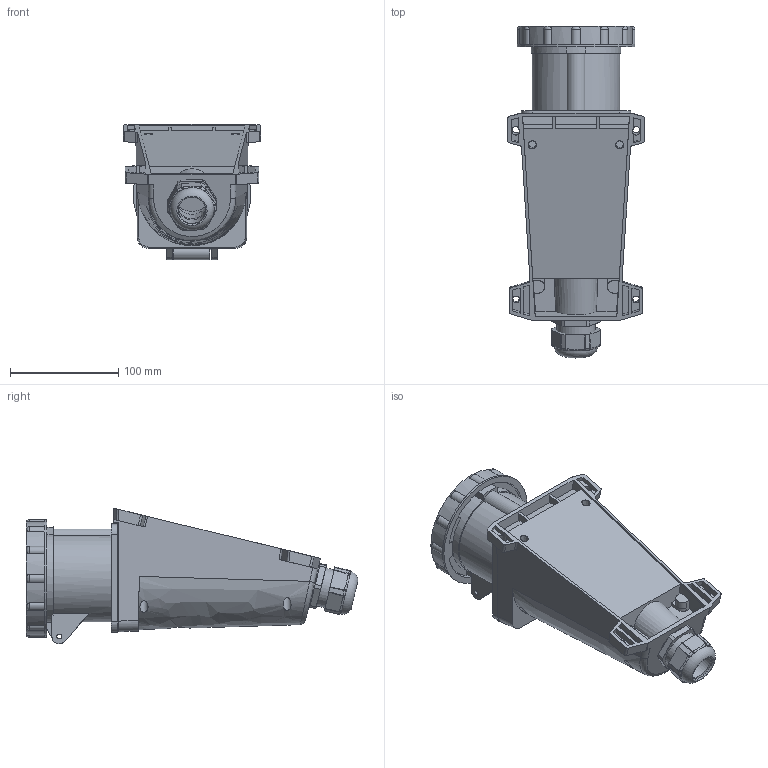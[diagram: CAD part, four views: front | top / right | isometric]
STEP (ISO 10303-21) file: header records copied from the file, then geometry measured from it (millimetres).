
FILE_DESCRIPTION (( 'STEP AP203' ), '1' );
FILE_NAME ('ps-133-63-220.ÃÌ Ðîçåòêà ñòàöèîíàðíàÿ íàðóæíàÿ 133 2P+PE 63A 220B IP67 EKF.STEP', '2025-10-21T10:33:09', ( '' ), ( '' ), 'SwSTEP 2.0', 'SolidWorks 2021', '' );
FILE_SCHEMA (( 'CONFIG_CONTROL_DESIGN' ));
Length unit declared in the file: millimetre
Products named in the file (9): ps-133-63-220.ÃÌ Ðîçåòêà ñòàöèîíàðíàÿ íàðóæíàÿ 133 2P+PE 63A 220B IP67 EKF; Êîïèÿ Ñàëüíèê Ì29 IP68^ps-133-63-220.ÃÌ Ðîçåòêà ñòàöèîíàðíàÿ íàðóæíàÿ 133 2P+PE 63A 220B IP67 EKF_¤«ï ç¥àâ¥¦ ; Êîïèÿ Ïðèæèìíàÿ êðûøêà^ps-133-63-220.ÃÌ Ðîçåòêà ñòàöèîíàðíàÿ íàðóæíàÿ 133 2P+PE 63A 220B IP67 EKF_00; Êîïèÿ êîðïóñ 133^ps-133-63-220.ÃÌ Ðîçåòêà ñòàöèîíàðíàÿ íàðóæíàÿ 133 2P+PE 63A 220B IP67 EKF_00; Êîïèÿ plc-pg-25-00.00.005 Ìàíæåòà (PG25) #sealing ring (PG25)#^Êîïèÿ Ñàëüíèê Ì29 IP68_ps-133-63-220.ÃÌ Ðîçåòêà ñòàöèîíàðíàÿ íàðóæíàÿ 133 2P+PE 63A 220B IP67 EKF; Êîïèÿ plc-pg-25-00.00.002 Ãàéêà öàíãîâàÿ (PG25) #collet nut (PG25)#^Êîïèÿ Ñàëüíèê Ì29 IP68_ps-133-63-220.ÃÌ Ðîçåòêà ñòàöèîíàðíàÿ íàðóæíàÿ 133 2P+PE 63A 220B IP67 EKF; Êîïèÿ 133 ðîçåòêà áîëüøàÿ ñòàö^ps-133-63-220.ÃÌ Ðîçåòêà ñòàöèîíàðíàÿ íàðóæíàÿ 133 2P+PE 63A 220B IP67 EKF_00; Êîïèÿ plc-pg-25-00.00.001 Îñíîâà (PG25) #base (PG25)#^Êîïèÿ Ñàëüíèê Ì29 IP68_ps-133-63-220.ÃÌ Ðîçåòêà ñòàöèîíàðíàÿ íàðóæíàÿ 133 2P+PE 63A 220B IP67 EKF; Êîïèÿ plc-pg-25-00.00.004 Óïëîòíèòåëü (PG25) #sealant (PG25)#^Êîïèÿ Ñàëüíèê Ì29 IP68_ps-133-63-220.ÃÌ Ðîçåòêà ñòàöèîíàðíàÿ íàðóæíàÿ 133 2P+PE 63A 220B IP67 EKF_¤®à ¡®âª 
Assembly tree (8 placements, depth 3):
  ps-133-63-220.ÃÌ Ðîçåòêà ñòàöèîíàðíàÿ íàðóæíàÿ 133 2P+PE 63A 220B IP67 EKF
    Êîïèÿ 133 ðîçåòêà áîëüøàÿ ñòàö^ps-133-63-220.ÃÌ Ðîçåòêà ñòàöèîíàðíàÿ íàðóæíàÿ 133 2P+PE 63A 220B IP67 EKF_00
    Êîïèÿ Ïðèæèìíàÿ êðûøêà^ps-133-63-220.ÃÌ Ðîçåòêà ñòàöèîíàðíàÿ íàðóæíàÿ 133 2P+PE 63A 220B IP67 EKF_00
    Êîïèÿ êîðïóñ 133^ps-133-63-220.ÃÌ Ðîçåòêà ñòàöèîíàðíàÿ íàðóæíàÿ 133 2P+PE 63A 220B IP67 EKF_00
    Êîïèÿ Ñàëüíèê Ì29 IP68^ps-133-63-220.ÃÌ Ðîçåòêà ñòàöèîíàðíàÿ íàðóæíàÿ 133 2P+PE 63A 220B IP67 EKF_¤«ï ç¥àâ¥¦ 
      Êîïèÿ plc-pg-25-00.00.001 Îñíîâà (PG25) #base (PG25)#^Êîïèÿ Ñàëüíèê Ì29 IP68_ps-133-63-220.ÃÌ Ðîçåòêà ñòàöèîíàðíàÿ íàðóæíàÿ 133 2P+PE 63A 220B IP67 EKF
      Êîïèÿ plc-pg-25-00.00.002 Ãàéêà öàíãîâàÿ (PG25) #collet nut (PG25)#^Êîïèÿ Ñàëüíèê Ì29 IP68_ps-133-63-220.ÃÌ Ðîçåòêà ñòàöèîíàðíàÿ íàðóæíàÿ 133 2P+PE 63A 220B IP67 EKF
      Êîïèÿ plc-pg-25-00.00.004 Óïëîòíèòåëü (PG25) #sealant (PG25)#^Êîïèÿ Ñàëüíèê Ì29 IP68_ps-133-63-220.ÃÌ Ðîçåòêà ñòàöèîíàðíàÿ íàðóæíàÿ 133 2P+PE 63A 220B IP67 EKF_¤®à ¡®âª 
      Êîïèÿ plc-pg-25-00.00.005 Ìàíæåòà (PG25) #sealing ring (PG25)#^Êîïèÿ Ñàëüíèê Ì29 IP68_ps-133-63-220.ÃÌ Ðîçåòêà ñòàöèîíàðíàÿ íàðóæíàÿ 133 2P+PE 63A 220B IP67 EKF
Bounding box: 127 x 307.26 x 125.55 mm (x, y, z)
Volume: 1615142 mm3; surface area: 242903.7 mm2
Topology: 7 solids, 7 shells, 613 faces, 1632 edges, 1051 vertices
Faces by surface type: plane 349, cylinder 138, torus 63, bspline 55, cone 8
Full cylindrical faces by diameter (mm): 4.3 x1, 4.5 x2, 6.75 x1, 7.5 x4, 10.25 x2, 11.25 x1, 11.3 x4, 11.5 x4, 15.5 x2, 25.5 x2, 26.5 x1, 30 x1, 36 x1, 37 x1, 40 x1, 58.5 x1, 105 x1, 109 x1
Entity records: 24068 total; most frequent: CARTESIAN_POINT 8963, ORIENTED_EDGE 3106, DIRECTION 2689, EDGE_CURVE 1553, VERTEX_POINT 1034, AXIS2_PLACEMENT_3D 972, VECTOR 745, LINE 745
